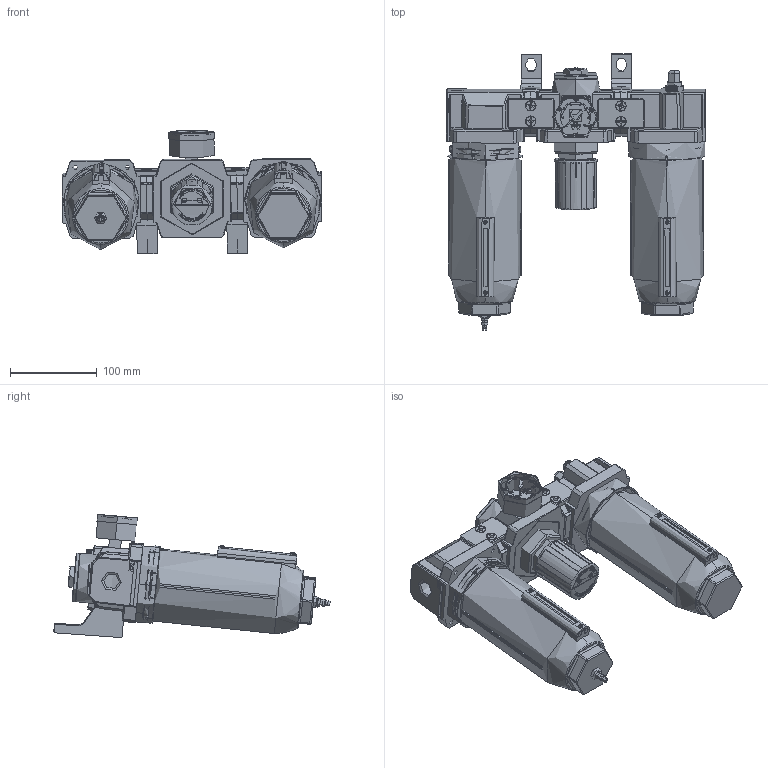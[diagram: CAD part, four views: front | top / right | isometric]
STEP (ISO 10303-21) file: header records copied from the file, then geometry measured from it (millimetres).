
FILE_DESCRIPTION (( 'STEP AP214' ), '1' );
FILE_NAME ('C90.STEP', '2021-11-23T06:17:31', ( 'User' ), ( '' ), 'SwSTEP 2.0', 'SolidWorks 2014', '' );
FILE_SCHEMA (( 'AUTOMOTIVE_DESIGN' ));
Length unit declared in the file: millimetre
Products named in the file (65): PNC7050; L50調油螺絲; F2117-1; L9101修改; F7029; _U88; F90; 70液面計; _U69; 十字圓頭螺絲; 20141103-F9102A-02; _U68; 排水閥; 2-F9101-4等分; L90; 2-埋入式壓力錶; 底部螺絲; R9010; R9002; R90調壓閥本體; L8016; R90(C90); C90; L8015; L8013
Assembly tree (47 placements, depth 3):
  PNC7050
  F2117-1
  PNC7050
  F7029
  _U88
Bounding box: 299.23 x 318.51 x 142.07 mm (x, y, z)
Volume: 1638947.5 mm3; surface area: 558442.5 mm2
Topology: 37 solids, 37 shells, 7519 faces, 18634 edges, 11232 vertices
Faces by surface type: plane 3276, cylinder 2004, bspline 1468, cone 363, torus 301, sphere 107
Entity records: 240331 total; most frequent: CARTESIAN_POINT 112162, ORIENTED_EDGE 28164, DIRECTION 22054, EDGE_CURVE 14082, VERTEX_POINT 8686, AXIS2_PLACEMENT_3D 7723, LINE 6608, VECTOR 6608
